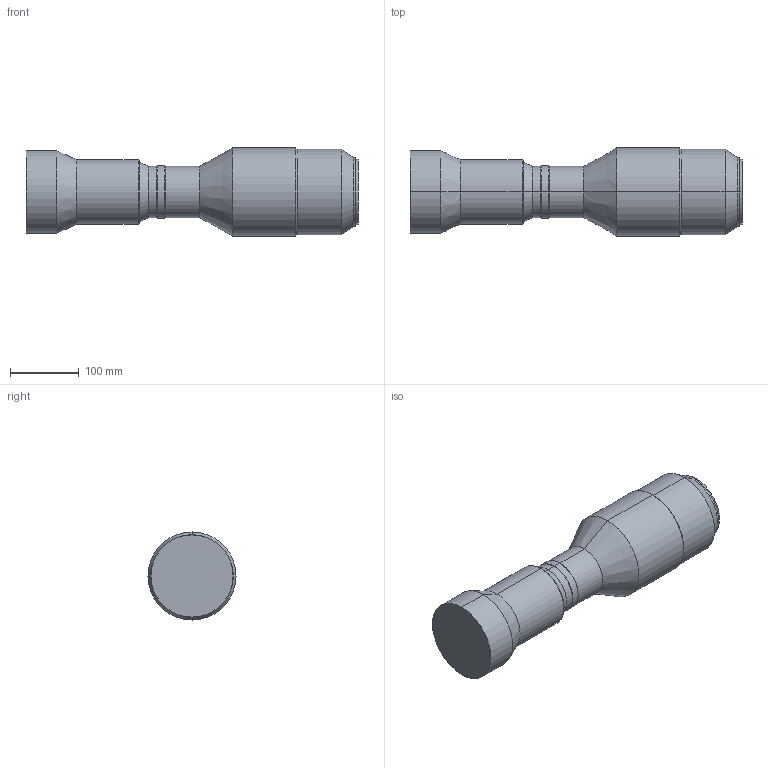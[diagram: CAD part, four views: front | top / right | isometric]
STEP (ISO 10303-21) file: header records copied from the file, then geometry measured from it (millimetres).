
FILE_DESCRIPTION (( 'STEP AP203' ), '1' );
FILE_NAME ('DTCA24K-79-M95-AL.STEP', '2021-05-14T09:31:59', ( 'Windows User' ), ( 'P R C' ), 'SwSTEP 2.0', 'SolidWorks 2017', '' );
FILE_SCHEMA (( 'CONFIG_CONTROL_DESIGN' ));
Length unit declared in the file: millimetre
Products named in the file (1): DTCA24K-79-M95-AL
Bounding box: 482.5 x 128 x 128 mm (x, y, z)
Volume: 4393447 mm3; surface area: 185997.7 mm2
Topology: 1 solids, 1 shells, 45 faces, 88 edges, 50 vertices
Faces by surface type: cylinder 20, cone 16, plane 7, torus 2
Entity records: 1223 total; most frequent: DIRECTION 232, CARTESIAN_POINT 184, ORIENTED_EDGE 176, AXIS2_PLACEMENT_3D 98, EDGE_CURVE 88, CIRCLE 52, VERTEX_POINT 50, EDGE_LOOP 50
